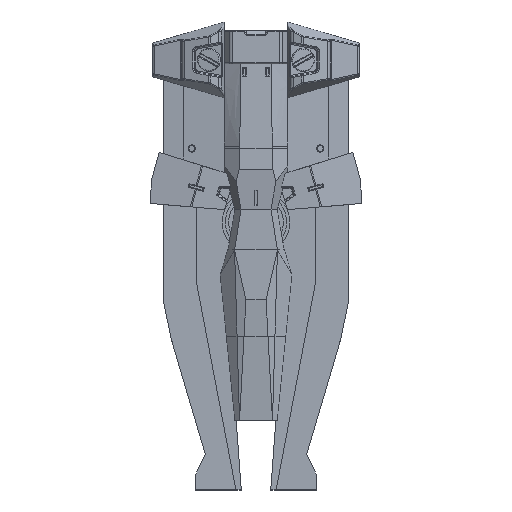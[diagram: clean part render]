
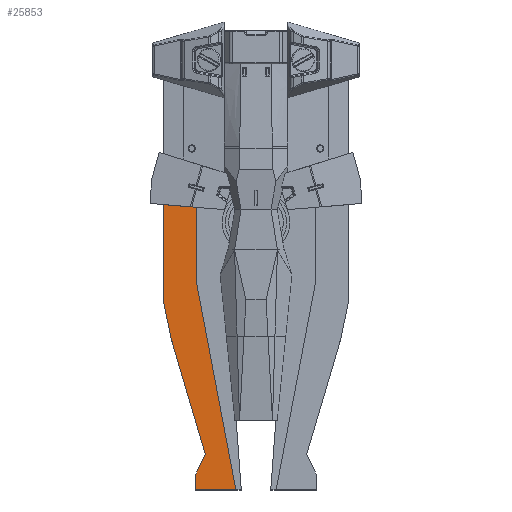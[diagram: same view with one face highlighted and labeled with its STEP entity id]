
A CAD part, top view. The second image highlights one B-rep face of the part: STEP entity #25853.
In plain terms, the highlighted planar face has unit normal (0, 0, 1).
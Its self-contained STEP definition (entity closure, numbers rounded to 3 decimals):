
#516=FACE_BOUND('',#9255,.T.);
#1083=PLANE('',#28173);
#2300=LINE('',#41686,#4615);
#2302=LINE('',#41690,#4617);
#2304=LINE('',#41694,#4619);
#2306=LINE('',#41698,#4621);
#2308=LINE('',#41702,#4623);
#2310=LINE('',#41706,#4625);
#2312=LINE('',#41710,#4627);
#2314=LINE('',#41714,#4629);
#2316=LINE('',#41717,#4631);
#4615=VECTOR('',#32404,10.);
#4617=VECTOR('',#32408,10.);
#4619=VECTOR('',#32412,10.);
#4621=VECTOR('',#32416,10.);
#4623=VECTOR('',#32420,10.);
#4625=VECTOR('',#32424,10.);
#4627=VECTOR('',#32428,10.);
#4629=VECTOR('',#32432,10.);
#4631=VECTOR('',#32436,10.);
#7569=FACE_OUTER_BOUND('',#9254,.T.);
#9254=EDGE_LOOP('',(#19772,#19773,#19774,#19775,#19776,#19777,#19778,#19779,
#19780));
#9255=EDGE_LOOP('',(#19781));
#10992=CIRCLE('',#28161,1.6);
#12370=VERTEX_POINT('',#41658);
#12381=VERTEX_POINT('',#41683);
#12382=VERTEX_POINT('',#41685);
#12383=VERTEX_POINT('',#41689);
#12384=VERTEX_POINT('',#41693);
#12385=VERTEX_POINT('',#41697);
#12386=VERTEX_POINT('',#41701);
#12387=VERTEX_POINT('',#41705);
#12388=VERTEX_POINT('',#41709);
#12389=VERTEX_POINT('',#41713);
#15050=EDGE_CURVE('',#12370,#12370,#10992,.T.);
#15063=EDGE_CURVE('',#12382,#12381,#2300,.T.);
#15065=EDGE_CURVE('',#12383,#12382,#2302,.T.);
#15067=EDGE_CURVE('',#12384,#12383,#2304,.T.);
#15069=EDGE_CURVE('',#12385,#12384,#2306,.T.);
#15071=EDGE_CURVE('',#12386,#12385,#2308,.T.);
#15073=EDGE_CURVE('',#12387,#12386,#2310,.T.);
#15075=EDGE_CURVE('',#12388,#12387,#2312,.T.);
#15077=EDGE_CURVE('',#12389,#12388,#2314,.T.);
#15079=EDGE_CURVE('',#12381,#12389,#2316,.T.);
#19772=ORIENTED_EDGE('',*,*,#15079,.T.);
#19773=ORIENTED_EDGE('',*,*,#15077,.T.);
#19774=ORIENTED_EDGE('',*,*,#15075,.T.);
#19775=ORIENTED_EDGE('',*,*,#15073,.T.);
#19776=ORIENTED_EDGE('',*,*,#15071,.T.);
#19777=ORIENTED_EDGE('',*,*,#15069,.T.);
#19778=ORIENTED_EDGE('',*,*,#15067,.T.);
#19779=ORIENTED_EDGE('',*,*,#15065,.T.);
#19780=ORIENTED_EDGE('',*,*,#15063,.T.);
#19781=ORIENTED_EDGE('',*,*,#15050,.T.);
#25853=ADVANCED_FACE('',(#7569,#516),#1083,.T.);
#28161=AXIS2_PLACEMENT_3D('',#41659,#32385,#32386);
#28173=AXIS2_PLACEMENT_3D('',#41718,#32437,#32438);
#32385=DIRECTION('center_axis',(0.,0.,-1.));
#32386=DIRECTION('ref_axis',(1.,0.,0.));
#32404=DIRECTION('',(-1.,0.,0.));
#32408=DIRECTION('',(0.,1.,0.));
#32412=DIRECTION('',(-0.186,0.982,0.));
#32416=DIRECTION('',(1.,0.,0.));
#32420=DIRECTION('',(0.,-1.,0.));
#32424=DIRECTION('',(-0.435,-0.901,0.));
#32428=DIRECTION('',(0.284,-0.959,0.));
#32432=DIRECTION('',(0.201,-0.98,0.));
#32436=DIRECTION('',(0.,-1.,0.));
#32437=DIRECTION('center_axis',(0.,0.,1.));
#32438=DIRECTION('ref_axis',(1.,0.,0.));
#41658=CARTESIAN_POINT('',(-180.607,136.949,3.));
#41659=CARTESIAN_POINT('Origin',(-179.007,136.949,3.));
#41683=CARTESIAN_POINT('',(-219.007,151.949,3.));
#41685=CARTESIAN_POINT('',(-141.686,151.949,3.));
#41686=CARTESIAN_POINT('',(-219.007,151.949,3.));
#41689=CARTESIAN_POINT('',(-141.686,-60.437,3.));
#41690=CARTESIAN_POINT('',(-141.686,-60.437,3.));
#41693=CARTESIAN_POINT('',(-47.869,-555.,3.));
#41694=CARTESIAN_POINT('',(-141.686,-60.437,3.));
#41697=CARTESIAN_POINT('',(-142.785,-555.,3.));
#41698=CARTESIAN_POINT('',(-142.785,-555.,3.));
#41701=CARTESIAN_POINT('',(-142.785,-517.213,3.));
#41702=CARTESIAN_POINT('',(-142.785,-517.213,3.));
#41705=CARTESIAN_POINT('',(-120.,-470.,3.));
#41706=CARTESIAN_POINT('',(-120.,-470.,3.));
#41709=CARTESIAN_POINT('',(-201.708,-194.467,3.));
#41710=CARTESIAN_POINT('',(-201.708,-194.467,3.));
#41713=CARTESIAN_POINT('',(-219.007,-110.,3.));
#41714=CARTESIAN_POINT('',(-219.007,-110.,3.));
#41717=CARTESIAN_POINT('',(-219.007,121.949,3.));
#41718=CARTESIAN_POINT('Origin',(-133.438,-201.525,3.));
